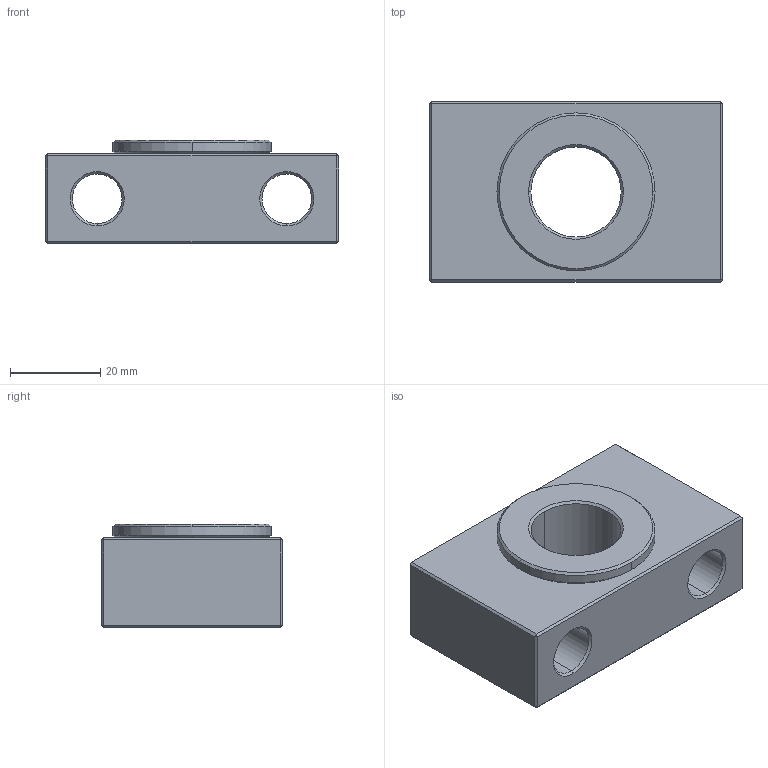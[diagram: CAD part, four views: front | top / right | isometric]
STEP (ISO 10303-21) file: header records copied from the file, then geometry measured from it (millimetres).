
FILE_DESCRIPTION (( 'STEP AP203' ), '1' );
FILE_NAME ('0058-63_80.STEP', '2015-10-01T07:02:39', ( 'utente11' ), ( '' ), 'SwSTEP 2.0', 'SolidWorks 2015', '' );
FILE_SCHEMA (( 'CONFIG_CONTROL_DESIGN' ));
Length unit declared in the file: millimetre
Products named in the file (1): 0058-63_80
Bounding box: 65 x 40 x 23 mm (x, y, z)
Volume: 36399.8 mm3; surface area: 17274.9 mm2
Topology: 2 solids, 2 shells, 69 faces, 148 edges, 84 vertices
Faces by surface type: plane 33, cone 20, cylinder 16
Entity records: 1921 total; most frequent: DIRECTION 348, CARTESIAN_POINT 302, ORIENTED_EDGE 296, EDGE_CURVE 148, AXIS2_PLACEMENT_3D 130, VECTOR 88, LINE 88, VERTEX_POINT 84
